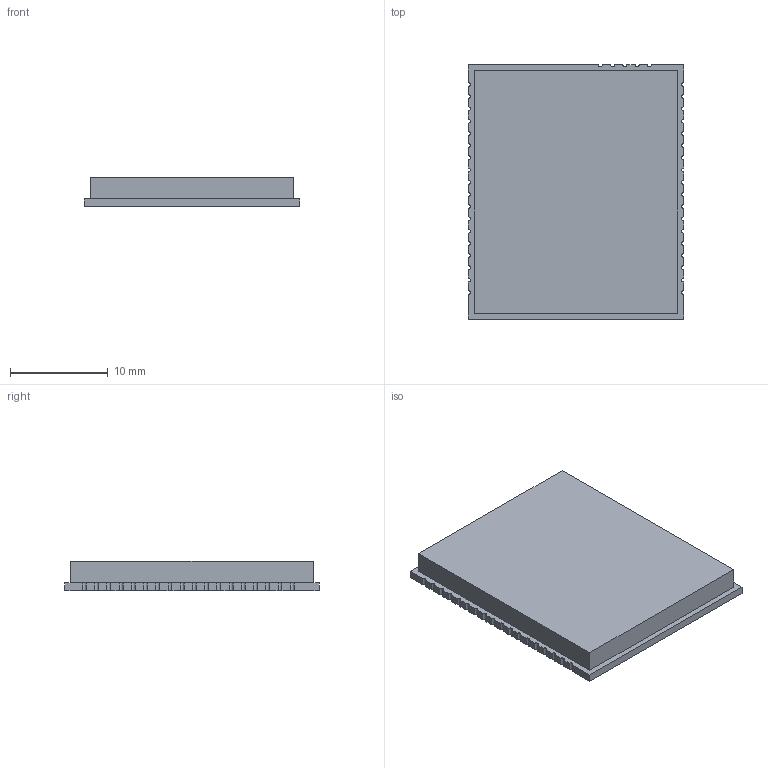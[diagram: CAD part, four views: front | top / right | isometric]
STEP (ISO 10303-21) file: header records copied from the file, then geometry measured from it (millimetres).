
FILE_DESCRIPTION(('FreeCAD Model'),'2;1');
FILE_NAME('Jadak_Thingmagic_M6e-Nano.step','2020-03-05T11:39:37',( 'kicad StepUp'),('ksu MCAD'),'Open CASCADE STEP processor 7.3', 'FreeCAD','Unknown');
FILE_SCHEMA(('AUTOMOTIVE_DESIGN { 1 0 10303 214 1 1 1 1 }'));
Length unit declared in the file: millimetre
Products named in the file (1): Jadak_Thingmagic_M6e-Nano
Bounding box: 22 x 26 x 3 mm (x, y, z)
Volume: 1590.4 mm3; surface area: 1423.8 mm2
Topology: 1 solids, 1 shells, 93 faces, 270 edges, 180 vertices
Faces by surface type: plane 52, cylinder 41
Entity records: 3750 total; most frequent: CARTESIAN_POINT 544, DIRECTION 540, ORIENTED_EDGE 540, EDGE_CURVE 270, LINE 188, VECTOR 188, VERTEX_POINT 180, AXIS2_PLACEMENT_3D 176
